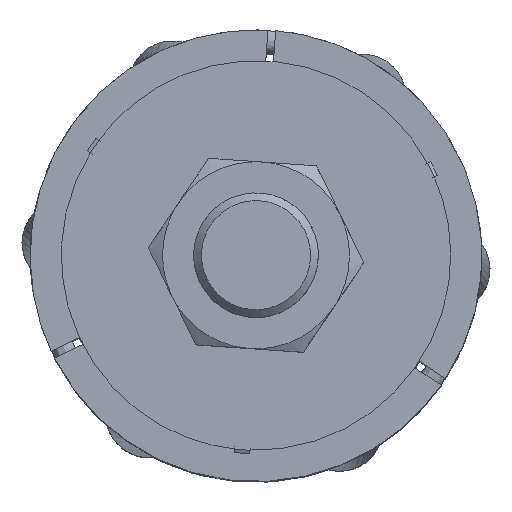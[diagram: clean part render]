
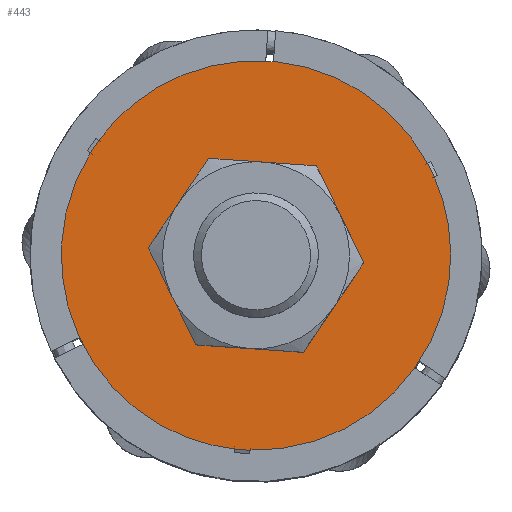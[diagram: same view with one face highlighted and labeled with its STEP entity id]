
A CAD part, top view. The second image highlights one B-rep face of the part: STEP entity #443.
In plain terms, the highlighted free-form (B-spline) face has degree [1, 1] with [2, 2] control points.
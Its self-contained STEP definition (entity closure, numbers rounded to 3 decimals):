
#275 = VERTEX_POINT('',#276);
#276 = CARTESIAN_POINT('',(31.41,16.862,
    217.717));
#298 = VERTEX_POINT('',#299);
#299 = CARTESIAN_POINT('',(-28.753,21.076,
    217.717));
#306 = EDGE_CURVE('',#275,#298,#307,.T.);
#307 = ( BOUNDED_CURVE() B_SPLINE_CURVE(2,(#308,#309,#310),
.UNSPECIFIED.,.F.,.F.) B_SPLINE_CURVE_WITH_KNOTS((3,3),(4.228,
6.244),.PIECEWISE_BEZIER_KNOTS.) CURVE() 
GEOMETRIC_REPRESENTATION_ITEM() RATIONAL_B_SPLINE_CURVE((1.,
0.533,1.)) REPRESENTATION_ITEM('') );
#308 = CARTESIAN_POINT('',(31.41,16.862,
    217.717));
#309 = CARTESIAN_POINT('',(4.67,66.673,
    217.717));
#310 = CARTESIAN_POINT('',(-28.753,21.076,
    217.717));
#324 = VERTEX_POINT('',#325);
#325 = CARTESIAN_POINT('',(32.629,14.363,
    217.717));
#332 = EDGE_CURVE('',#333,#324,#335,.T.);
#333 = VERTEX_POINT('',#334);
#334 = CARTESIAN_POINT('',(-1.102,-35.633,
    217.717));
#335 = ( BOUNDED_CURVE() B_SPLINE_CURVE(2,(#336,#337,#338),
.UNSPECIFIED.,.F.,.F.) B_SPLINE_CURVE_WITH_KNOTS((3,3),(2.133,
4.15),.PIECEWISE_BEZIER_KNOTS.) CURVE() 
GEOMETRIC_REPRESENTATION_ITEM() RATIONAL_B_SPLINE_CURVE((1.,
0.533,1.)) REPRESENTATION_ITEM('') );
#336 = CARTESIAN_POINT('',(-1.102,-35.633,
    217.717));
#337 = CARTESIAN_POINT('',(55.406,-37.381,
    217.717));
#338 = CARTESIAN_POINT('',(32.629,14.363,
    217.717));
#404 = VERTEX_POINT('',#405);
#405 = CARTESIAN_POINT('',(-3.876,-35.439,
    217.717));
#412 = EDGE_CURVE('',#413,#404,#415,.T.);
#413 = VERTEX_POINT('',#414);
#414 = CARTESIAN_POINT('',(-30.308,18.771,
    217.717));
#415 = ( BOUNDED_CURVE() B_SPLINE_CURVE(2,(#416,#417,#418),
.UNSPECIFIED.,.F.,.F.) B_SPLINE_CURVE_WITH_KNOTS((3,3),(
0.039,2.055),.PIECEWISE_BEZIER_KNOTS.) CURVE() 
GEOMETRIC_REPRESENTATION_ITEM() RATIONAL_B_SPLINE_CURVE((1.,
0.533,1.)) REPRESENTATION_ITEM('') );
#416 = CARTESIAN_POINT('',(-30.308,18.771,
    217.717));
#417 = CARTESIAN_POINT('',(-60.076,-29.293,
    217.717));
#418 = CARTESIAN_POINT('',(-3.876,-35.439,
    217.717));
#443 = ADVANCED_FACE('',(#444,#492),#536,.T.);
#444 = FACE_BOUND('',#445,.T.);
#445 = EDGE_LOOP('',(#446,#447,#452,#453,#460,#467,#472,#473,#480,#487)
  );
#446 = ORIENTED_EDGE('',*,*,#306,.T.);
#447 = ORIENTED_EDGE('',*,*,#448,.F.);
#448 = EDGE_CURVE('',#413,#298,#449,.T.);
#449 = B_SPLINE_CURVE_WITH_KNOTS('',1,(#450,#451),.UNSPECIFIED.,.F.,.F.,
  (2,2),(24.025,25.975),.PIECEWISE_BEZIER_KNOTS.);
#450 = CARTESIAN_POINT('',(-30.308,18.771,
    217.717));
#451 = CARTESIAN_POINT('',(-28.753,21.076,
    217.717));
#452 = ORIENTED_EDGE('',*,*,#412,.T.);
#453 = ORIENTED_EDGE('',*,*,#454,.T.);
#454 = EDGE_CURVE('',#404,#455,#457,.T.);
#455 = VERTEX_POINT('',#456);
#456 = CARTESIAN_POINT('',(-3.878,-35.466,
    217.717));
#457 = B_SPLINE_CURVE_WITH_KNOTS('',1,(#458,#459),.UNSPECIFIED.,.F.,.F.,
  (2,2),(0.428,0.447),.PIECEWISE_BEZIER_KNOTS.);
#458 = CARTESIAN_POINT('',(-3.876,-35.439,
    217.717));
#459 = CARTESIAN_POINT('',(-3.878,-35.466,
    217.717));
#460 = ORIENTED_EDGE('',*,*,#461,.T.);
#461 = EDGE_CURVE('',#455,#462,#464,.T.);
#462 = VERTEX_POINT('',#463);
#463 = CARTESIAN_POINT('',(-1.104,-35.66,
    217.717));
#464 = B_SPLINE_CURVE_WITH_KNOTS('',1,(#465,#466),.UNSPECIFIED.,.F.,.F.,
  (2,2),(-1.95,0.),.PIECEWISE_BEZIER_KNOTS.);
#465 = CARTESIAN_POINT('',(-3.878,-35.466,
    217.717));
#466 = CARTESIAN_POINT('',(-1.104,-35.66,
    217.717));
#467 = ORIENTED_EDGE('',*,*,#468,.T.);
#468 = EDGE_CURVE('',#462,#333,#469,.T.);
#469 = B_SPLINE_CURVE_WITH_KNOTS('',1,(#470,#471),.UNSPECIFIED.,.F.,.F.,
  (2,2),(-0.447,-0.428),.PIECEWISE_BEZIER_KNOTS.);
#470 = CARTESIAN_POINT('',(-1.104,-35.66,
    217.717));
#471 = CARTESIAN_POINT('',(-1.102,-35.633,
    217.717));
#472 = ORIENTED_EDGE('',*,*,#332,.T.);
#473 = ORIENTED_EDGE('',*,*,#474,.T.);
#474 = EDGE_CURVE('',#324,#475,#477,.T.);
#475 = VERTEX_POINT('',#476);
#476 = CARTESIAN_POINT('',(32.653,14.375,
    217.717));
#477 = B_SPLINE_CURVE_WITH_KNOTS('',1,(#478,#479),.UNSPECIFIED.,.F.,.F.,
  (2,2),(0.428,0.447),.PIECEWISE_BEZIER_KNOTS.);
#478 = CARTESIAN_POINT('',(32.629,14.363,
    217.717));
#479 = CARTESIAN_POINT('',(32.653,14.375,
    217.717));
#480 = ORIENTED_EDGE('',*,*,#481,.T.);
#481 = EDGE_CURVE('',#475,#482,#484,.T.);
#482 = VERTEX_POINT('',#483);
#483 = CARTESIAN_POINT('',(31.435,16.874,
    217.717));
#484 = B_SPLINE_CURVE_WITH_KNOTS('',1,(#485,#486),.UNSPECIFIED.,.F.,.F.,
  (2,2),(-1.95,0.),.PIECEWISE_BEZIER_KNOTS.);
#485 = CARTESIAN_POINT('',(32.653,14.375,
    217.717));
#486 = CARTESIAN_POINT('',(31.435,16.874,
    217.717));
#487 = ORIENTED_EDGE('',*,*,#488,.T.);
#488 = EDGE_CURVE('',#482,#275,#489,.T.);
#489 = B_SPLINE_CURVE_WITH_KNOTS('',1,(#490,#491),.UNSPECIFIED.,.F.,.F.,
  (2,2),(-0.447,-0.428),.PIECEWISE_BEZIER_KNOTS.);
#490 = CARTESIAN_POINT('',(31.435,16.874,
    217.717));
#491 = CARTESIAN_POINT('',(31.41,16.862,
    217.717));
#492 = FACE_BOUND('',#493,.T.);
#493 = EDGE_LOOP('',(#494,#503,#510,#517,#524,#531));
#494 = ORIENTED_EDGE('',*,*,#495,.F.);
#495 = EDGE_CURVE('',#496,#498,#500,.T.);
#496 = VERTEX_POINT('',#497);
#497 = CARTESIAN_POINT('',(8.66,-17.761,
    217.717));
#498 = VERTEX_POINT('',#499);
#499 = CARTESIAN_POINT('',(19.711,-1.38,
    217.717));
#500 = B_SPLINE_CURVE_WITH_KNOTS('',1,(#501,#502),.UNSPECIFIED.,.F.,.F.,
  (2,2),(0.,13.856),.PIECEWISE_BEZIER_KNOTS.);
#501 = CARTESIAN_POINT('',(8.66,-17.761,
    217.717));
#502 = CARTESIAN_POINT('',(19.711,-1.38,
    217.717));
#503 = ORIENTED_EDGE('',*,*,#504,.F.);
#504 = EDGE_CURVE('',#505,#496,#507,.T.);
#505 = VERTEX_POINT('',#506);
#506 = CARTESIAN_POINT('',(-11.051,-16.38,
    217.717));
#507 = B_SPLINE_CURVE_WITH_KNOTS('',1,(#508,#509),.UNSPECIFIED.,.F.,.F.,
  (2,2),(0.,13.856),.PIECEWISE_BEZIER_KNOTS.);
#508 = CARTESIAN_POINT('',(-11.051,-16.38,
    217.717));
#509 = CARTESIAN_POINT('',(8.66,-17.761,
    217.717));
#510 = ORIENTED_EDGE('',*,*,#511,.F.);
#511 = EDGE_CURVE('',#512,#505,#514,.T.);
#512 = VERTEX_POINT('',#513);
#513 = CARTESIAN_POINT('',(-19.711,1.38,
    217.717));
#514 = B_SPLINE_CURVE_WITH_KNOTS('',1,(#515,#516),.UNSPECIFIED.,.F.,.F.,
  (2,2),(0.,13.856),.PIECEWISE_BEZIER_KNOTS.);
#515 = CARTESIAN_POINT('',(-19.711,1.38,
    217.717));
#516 = CARTESIAN_POINT('',(-11.051,-16.38,
    217.717));
#517 = ORIENTED_EDGE('',*,*,#518,.F.);
#518 = EDGE_CURVE('',#519,#512,#521,.T.);
#519 = VERTEX_POINT('',#520);
#520 = CARTESIAN_POINT('',(-8.66,17.761,
    217.717));
#521 = B_SPLINE_CURVE_WITH_KNOTS('',1,(#522,#523),.UNSPECIFIED.,.F.,.F.,
  (2,2),(0.,13.856),.PIECEWISE_BEZIER_KNOTS.);
#522 = CARTESIAN_POINT('',(-8.66,17.761,
    217.717));
#523 = CARTESIAN_POINT('',(-19.711,1.38,
    217.717));
#524 = ORIENTED_EDGE('',*,*,#525,.F.);
#525 = EDGE_CURVE('',#526,#519,#528,.T.);
#526 = VERTEX_POINT('',#527);
#527 = CARTESIAN_POINT('',(11.051,16.38,
    217.717));
#528 = B_SPLINE_CURVE_WITH_KNOTS('',1,(#529,#530),.UNSPECIFIED.,.F.,.F.,
  (2,2),(0.,13.856),.PIECEWISE_BEZIER_KNOTS.);
#529 = CARTESIAN_POINT('',(11.051,16.38,
    217.717));
#530 = CARTESIAN_POINT('',(-8.66,17.761,
    217.717));
#531 = ORIENTED_EDGE('',*,*,#532,.F.);
#532 = EDGE_CURVE('',#498,#526,#533,.T.);
#533 = B_SPLINE_CURVE_WITH_KNOTS('',1,(#534,#535),.UNSPECIFIED.,.F.,.F.,
  (2,2),(0.,13.856),.PIECEWISE_BEZIER_KNOTS.);
#534 = CARTESIAN_POINT('',(19.711,-1.38,
    217.717));
#535 = CARTESIAN_POINT('',(11.051,16.38,
    217.717));
#536 = B_SPLINE_SURFACE_WITH_KNOTS('',1,1,(
    (#537,#538)
    ,(#539,#540
    )),.UNSPECIFIED.,.F.,.F.,.F.,(2,2),(2,2),(-50.,-0.019),
  (-25.,25.),.PIECEWISE_BEZIER_KNOTS.);
#537 = CARTESIAN_POINT('',(49.492,9.615,
    217.717));
#538 = CARTESIAN_POINT('',(9.615,-49.492,
    217.717));
#539 = CARTESIAN_POINT('',(-9.592,49.477,
    217.717));
#540 = CARTESIAN_POINT('',(-49.469,-9.63,
    217.717));
